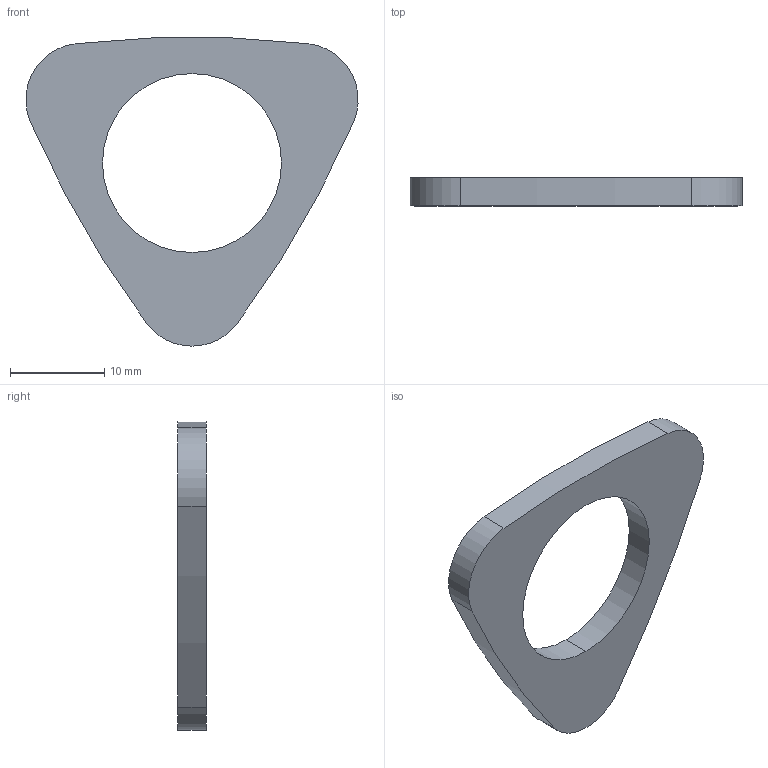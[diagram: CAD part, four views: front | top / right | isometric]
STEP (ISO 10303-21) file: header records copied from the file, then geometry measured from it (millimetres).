
FILE_DESCRIPTION (( 'STEP AP214' ), '1' );
FILE_NAME ('CALIBRATION STAND.STEP', '2020-05-08T10:40:06', ( '' ), ( '' ), 'SwSTEP 2.0', 'SolidWorks 2018', '' );
FILE_SCHEMA (( 'AUTOMOTIVE_DESIGN' ));
Length unit declared in the file: millimetre
Products named in the file (1): CALIBRATION STAND
Bounding box: 35.25 x 3 x 32.74 mm (x, y, z)
Volume: 1543.9 mm3; surface area: 1531.4 mm2
Topology: 1 solids, 1 shells, 11 faces, 27 edges, 18 vertices
Faces by surface type: cylinder 9, plane 2
Entity records: 377 total; most frequent: DIRECTION 69, CARTESIAN_POINT 57, ORIENTED_EDGE 54, AXIS2_PLACEMENT_3D 30, EDGE_CURVE 27, CIRCLE 18, VERTEX_POINT 18, EDGE_LOOP 13
